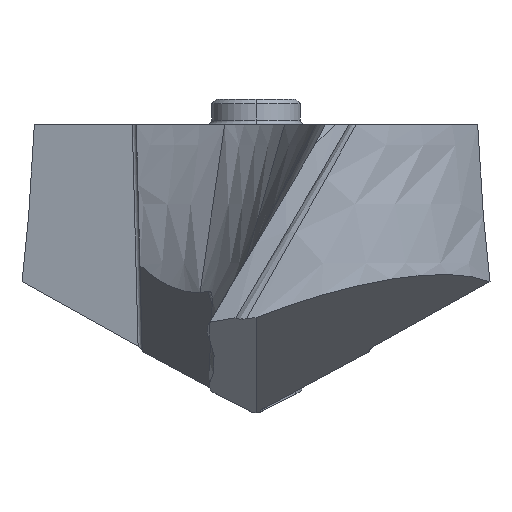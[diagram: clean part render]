
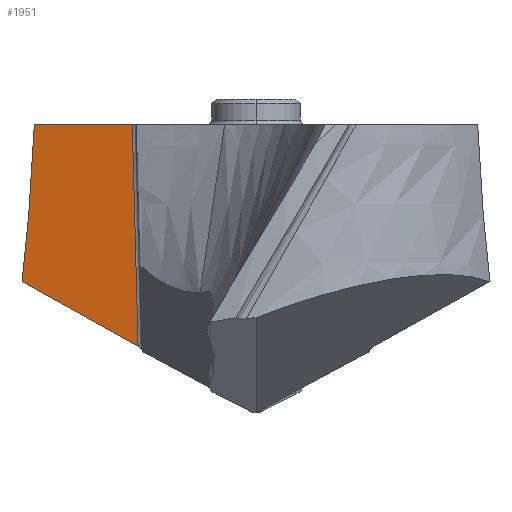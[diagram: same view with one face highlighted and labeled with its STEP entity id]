
A CAD part, left-side view. The second image highlights one B-rep face of the part: STEP entity #1951.
In plain terms, the highlighted planar face has unit normal (-0.925, 0.337, 0.174).
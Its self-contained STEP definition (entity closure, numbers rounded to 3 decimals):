
#207=DIRECTION('',(0.342,0.94,0.));
#208=VECTOR('',#207,3.502);
#209=CARTESIAN_POINT('',(3.376,4.159,0.));
#210=LINE('',#209,#208);
#459=DIRECTION('',(-0.379,-0.808,-0.451));
#460=VECTOR('',#459,4.828);
#461=CARTESIAN_POINT('',(3.733,7.865,-5.285));
#462=LINE('',#461,#460);
#467=CARTESIAN_POINT('',(4.574,7.45,0.));
#468=CARTESIAN_POINT('',(4.504,7.471,-0.411));
#469=CARTESIAN_POINT('',(4.374,7.513,-1.185));
#470=CARTESIAN_POINT('',(4.208,7.577,-2.197));
#471=CARTESIAN_POINT('',(4.067,7.642,-3.072));
#472=CARTESIAN_POINT('',(3.944,7.71,-3.861));
#473=CARTESIAN_POINT('',(3.834,7.784,-4.593));
#474=CARTESIAN_POINT('',(3.766,7.838,-5.059));
#475=CARTESIAN_POINT('',(3.733,7.865,-5.285));
#477=CARTESIAN_POINT('',(3.733,7.865,-5.285));
#503=CARTESIAN_POINT('',(3.376,4.159,0.));
#519=DIRECTION('',(0.193,0.026,0.981));
#520=VECTOR('',#519,7.608);
#521=CARTESIAN_POINT('',(1.905,3.963,-7.462));
#522=LINE('',#521,#520);
#1057=VERTEX_POINT('',#503);
#1058=CARTESIAN_POINT('',(4.574,7.45,0.));
#1059=VERTEX_POINT('',#1058);
#1097=VERTEX_POINT('',#477);
#1098=CARTESIAN_POINT('',(1.905,3.963,-7.462));
#1099=VERTEX_POINT('',#1098);
#1939=CARTESIAN_POINT('',(-0.418,3.528,
-18.994));
#1940=DIRECTION('',(0.925,-0.337,-0.174));
#1941=DIRECTION('',(0.326,0.941,-0.089));
#1942=AXIS2_PLACEMENT_3D('',#1939,#1940,#1941);
#1943=PLANE('',#1942);
#1944=ORIENTED_EDGE('',*,*,#1414,.F.);
#1946=ORIENTED_EDGE('',*,*,#1945,.F.);
#1947=ORIENTED_EDGE('',*,*,#1832,.F.);
#1948=ORIENTED_EDGE('',*,*,#1924,.F.);
#1949=EDGE_LOOP('',(#1944,#1946,#1947,#1948));
#1950=FACE_OUTER_BOUND('',#1949,.F.);
#476=B_SPLINE_CURVE_WITH_KNOTS('',3,(#467,#468,#469,#470,#471,#472,#473,#474,
#475),.UNSPECIFIED.,.F.,.F.,(4,1,1,1,1,1,4),(0.,0.167,
0.333,0.5,0.667,0.833,1.),
.UNSPECIFIED.);
#1414=EDGE_CURVE('',#1057,#1059,#210,.T.);
#1832=EDGE_CURVE('',#1097,#1099,#462,.T.);
#1924=EDGE_CURVE('',#1059,#1097,#476,.T.);
#1945=EDGE_CURVE('',#1099,#1057,#522,.T.);
#1951=ADVANCED_FACE('',(#1950),#1943,.F.);
